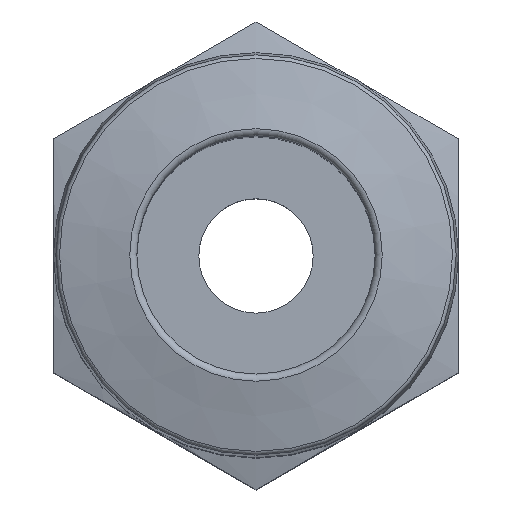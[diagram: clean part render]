
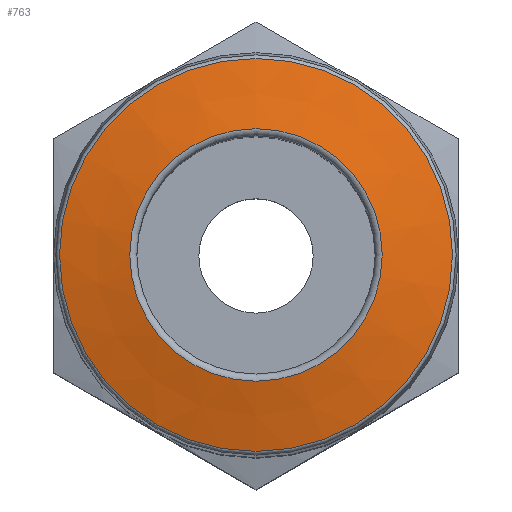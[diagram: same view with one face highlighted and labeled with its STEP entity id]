
A CAD part, top view. The second image highlights one B-rep face of the part: STEP entity #763.
In plain terms, the highlighted conical face has half-angle 76.399 degrees and reference radius 8.247 mm.
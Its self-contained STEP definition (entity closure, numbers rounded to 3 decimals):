
#86=CIRCLE('',#823,8.247);
#87=CIRCLE('',#825,5.3);
#147=ORIENTED_EDGE('',*,*,#243,.F.);
#148=ORIENTED_EDGE('',*,*,#242,.T.);
#242=EDGE_CURVE('',#292,#292,#86,.T.);
#243=EDGE_CURVE('',#293,#293,#87,.T.);
#292=VERTEX_POINT('',#1122);
#293=VERTEX_POINT('',#1125);
#354=EDGE_LOOP('',(#147));
#355=EDGE_LOOP('',(#148));
#420=FACE_BOUND('',#354,.T.);
#421=FACE_BOUND('',#355,.T.);
#466=CONICAL_SURFACE('',#824,8.247,1.333);
#763=ADVANCED_FACE('',(#420,#421),#466,.T.);
#823=AXIS2_PLACEMENT_3D('',#1121,#929,#930);
#824=AXIS2_PLACEMENT_3D('',#1123,#931,#932);
#825=AXIS2_PLACEMENT_3D('',#1124,#933,#934);
#929=DIRECTION('',(0.,0.,1.));
#930=DIRECTION('',(0.,-1.,0.));
#931=DIRECTION('',(0.,0.,-1.));
#932=DIRECTION('',(0.,1.,0.));
#933=DIRECTION('',(0.,0.,1.));
#934=DIRECTION('',(0.,-1.,0.));
#1121=CARTESIAN_POINT('',(0.,0.,-0.713));
#1122=CARTESIAN_POINT('',(0.,-8.247,-0.713));
#1123=CARTESIAN_POINT('',(0.,0.,-0.713));
#1124=CARTESIAN_POINT('',(0.,0.,0.));
#1125=CARTESIAN_POINT('',(0.,-5.3,0.));
